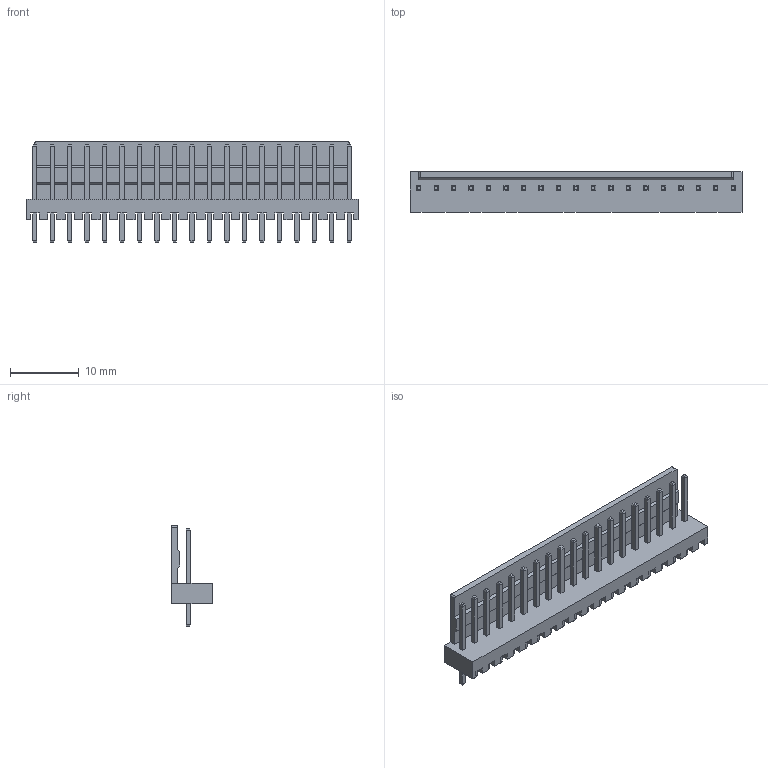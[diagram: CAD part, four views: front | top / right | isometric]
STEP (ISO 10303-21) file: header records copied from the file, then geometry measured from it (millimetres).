
FILE_DESCRIPTION (( 'STEP AP214' ), '1' );
FILE_NAME ('User Library-DS1070-19 (WF-19 CONNFLY).STEP', '2019-01-04T11:58:43', ( '' ), ( '' ), 'SwSTEP 2.0', 'SolidWorks 2018', '' );
FILE_SCHEMA (( 'AUTOMOTIVE_DESIGN' ));
Length unit declared in the file: millimetre
Products named in the file (1): User Library-DS1070-19 (WF-19 CONNFLY)
Bounding box: 48.26 x 5.9 x 14.7 mm (x, y, z)
Volume: 1181.5 mm3; surface area: 2452.3 mm2
Topology: 1 solids, 1 shells, 434 faces, 1030 edges, 636 vertices
Faces by surface type: plane 432, cylinder 2
Entity records: 13088 total; most frequent: CARTESIAN_POINT 2101, ORIENTED_EDGE 2060, DIRECTION 1904, EDGE_CURVE 1030, VECTOR 1026, LINE 1026, VERTEX_POINT 636, EDGE_LOOP 472
